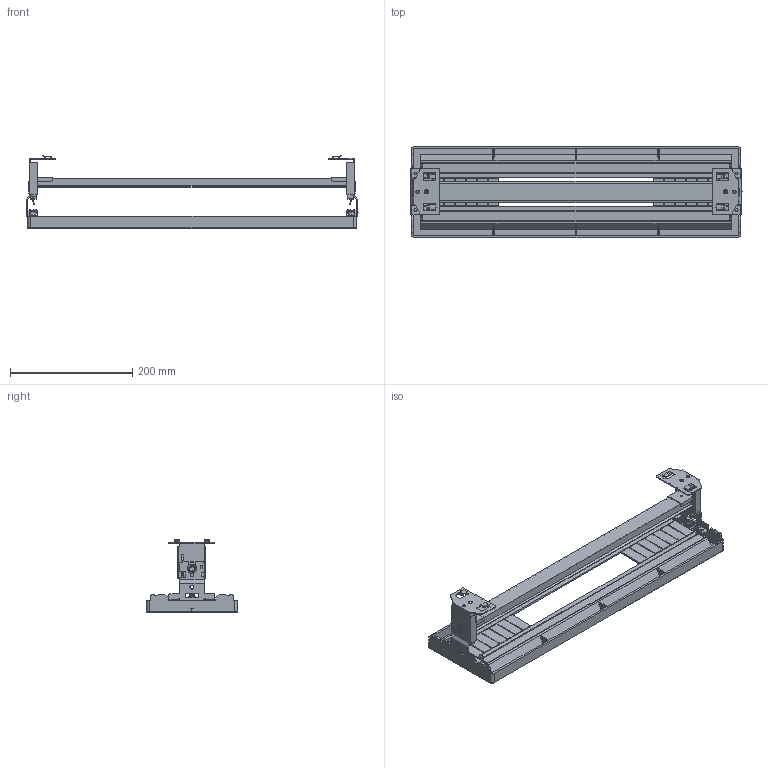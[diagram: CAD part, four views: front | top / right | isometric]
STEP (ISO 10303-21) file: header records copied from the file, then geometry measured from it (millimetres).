
FILE_DESCRIPTION((''),'2;1');
FILE_NAME('GW46423F_ASM','2021-04-09T09:50:10',('User'),('Axiro Italia'),'CREO PARAMETRIC BY PTC INC, 2020354','CREO PARAMETRIC BY PTC INC, 2020354','');
FILE_SCHEMA(('CONFIG_CONTROL_DESIGN'));
Length unit declared in the file: millimetre
Products named in the file (3): 55710628_C2XX_MOSTRINA_CON_FINE; 55721450XXXX_GUIDA_DIN_28_M_H15; GW46423F_ASM
Assembly tree (2 placements, depth 2):
  GW46423F_ASM
    55710628_C2XX_MOSTRINA_CON_FINE
    55721450XXXX_GUIDA_DIN_28_M_H15
Bounding box: 542.99 x 149 x 119.87 mm (x, y, z)
Volume: 402180.7 mm3; surface area: 347013.2 mm2
Topology: 2 solids, 2 shells, 1076 faces, 3125 edges, 2030 vertices
Faces by surface type: plane 783, cylinder 247, cone 22, sphere 20, torus 4
Entity records: 35985 total; most frequent: CARTESIAN_POINT 7195, ORIENTED_EDGE 6218, DIRECTION 5684, EDGE_CURVE 3109, VECTOR 2464, LINE 2464, VERTEX_POINT 2030, AXIS2_PLACEMENT_3D 1610
